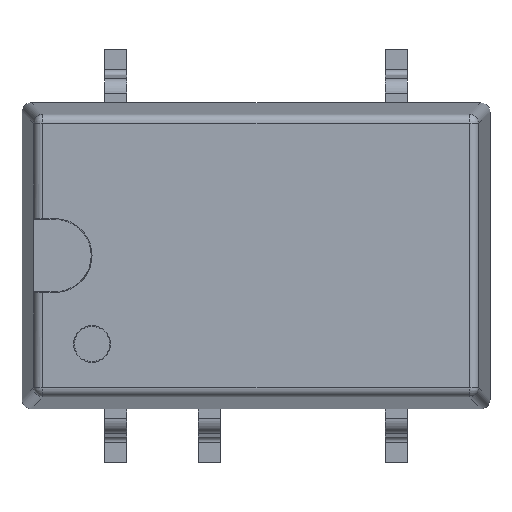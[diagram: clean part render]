
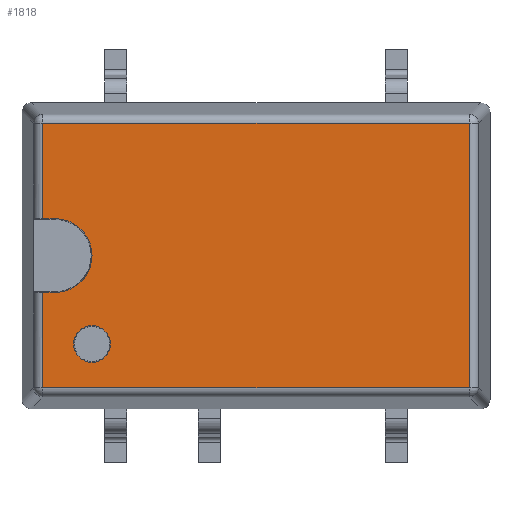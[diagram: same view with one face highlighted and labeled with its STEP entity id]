
A CAD part, top view. The second image highlights one B-rep face of the part: STEP entity #1818.
In plain terms, the highlighted planar face has unit normal (0, 0, 1).
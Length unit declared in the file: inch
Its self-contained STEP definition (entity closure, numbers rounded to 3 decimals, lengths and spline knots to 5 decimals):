
#8 = AXIS2_PLACEMENT_3D ( 'NONE', #1377, #2340, #1602 ) ;
#156 = EDGE_CURVE ( 'NONE', #236, #2036, #2421, .T. ) ;
#188 = VECTOR ( 'NONE', #490, 39.37008 ) ;
#201 = VECTOR ( 'NONE', #636, 39.37008 ) ;
#203 = CARTESIAN_POINT ( 'NONE',  ( -0.39442, 0.25917, 0.18701 ) ) ;
#232 = CIRCLE ( 'NONE', #1642, 0.03937 ) ;
#236 = VERTEX_POINT ( 'NONE', #2636 ) ;
#292 = CARTESIAN_POINT ( 'NONE',  ( -0.16667, 0.4003, 0.18701 ) ) ;
#293 = CARTESIAN_POINT ( 'NONE',  ( -0.60898, 0.29854, 0.18701 ) ) ;
#304 = EDGE_LOOP ( 'NONE', ( #703, #521 ) ) ;
#436 = DIRECTION ( 'NONE',  ( 0., 0., -1. ) ) ;
#440 = VECTOR ( 'NONE', #1684, 39.37008 ) ;
#463 = DIRECTION ( 'NONE',  ( 0., 0., 1. ) ) ;
#481 = EDGE_CURVE ( 'NONE', #2036, #236, #2525, .T. ) ;
#490 = DIRECTION ( 'NONE',  ( 0., -1., 0. ) ) ;
#521 = ORIENTED_EDGE ( 'NONE', *, *, #156, .F. ) ;
#556 = CARTESIAN_POINT ( 'NONE',  ( -0.62216, 0.29854, 0.18701 ) ) ;
#597 = CARTESIAN_POINT ( 'NONE',  ( -0.62058, 0.2198, 0.18701 ) ) ;
#627 = LINE ( 'NONE', #2891, #1660 ) ;
#636 = DIRECTION ( 'NONE',  ( -1., 0., 0. ) ) ;
#703 = ORIENTED_EDGE ( 'NONE', *, *, #481, .F. ) ;
#716 = ORIENTED_EDGE ( 'NONE', *, *, #956, .T. ) ;
#718 = DIRECTION ( 'NONE',  ( 0., 1., 0. ) ) ;
#751 = DIRECTION ( 'NONE',  ( 1., 0., 0. ) ) ;
#789 = EDGE_CURVE ( 'NONE', #818, #3277, #2327, .T. ) ;
#800 = EDGE_CURVE ( 'NONE', #3064, #1751, #2365, .T. ) ;
#806 = FACE_OUTER_BOUND ( 'NONE', #2067, .T. ) ;
#818 = VERTEX_POINT ( 'NONE', #1125 ) ;
#894 = FACE_BOUND ( 'NONE', #304, .T. ) ;
#900 = VERTEX_POINT ( 'NONE', #1883 ) ;
#907 = CARTESIAN_POINT ( 'NONE',  ( -0.15749, 0.11804, 0.18701 ) ) ;
#915 = ORIENTED_EDGE ( 'NONE', *, *, #789, .F. ) ;
#943 = ORIENTED_EDGE ( 'NONE', *, *, #1743, .T. ) ;
#956 = EDGE_CURVE ( 'NONE', #1751, #3145, #627, .T. ) ;
#1049 = AXIS2_PLACEMENT_3D ( 'NONE', #3034, #1750, #751 ) ;
#1125 = CARTESIAN_POINT ( 'NONE',  ( -0.62216, 0.2198, 0.18701 ) ) ;
#1206 = CARTESIAN_POINT ( 'NONE',  ( -0.62216, 0.4003, 0.18701 ) ) ;
#1231 = AXIS2_PLACEMENT_3D ( 'NONE', #203, #463, #2013 ) ;
#1373 = ORIENTED_EDGE ( 'NONE', *, *, #800, .T. ) ;
#1377 = CARTESIAN_POINT ( 'NONE',  ( -0.56961, 0.16468, 0.18701 ) ) ;
#1469 = CARTESIAN_POINT ( 'NONE',  ( -0.62058, 0.29854, 0.18701 ) ) ;
#1489 = DIRECTION ( 'NONE',  ( 1., 0., 0. ) ) ;
#1517 = CARTESIAN_POINT ( 'NONE',  ( -0.56961, 0.16468, 0.18701 ) ) ;
#1527 = CIRCLE ( 'NONE', #1049, 0.03937 ) ;
#1582 = PLANE ( 'NONE',  #1231 ) ;
#1602 = DIRECTION ( 'NONE',  ( 1., 0., 0. ) ) ;
#1632 = EDGE_CURVE ( 'NONE', #1958, #3064, #2205, .T. ) ;
#1642 = AXIS2_PLACEMENT_3D ( 'NONE', #2733, #436, #1489 ) ;
#1660 = VECTOR ( 'NONE', #1896, 39.37008 ) ;
#1663 = VECTOR ( 'NONE', #2370, 39.37008 ) ;
#1684 = DIRECTION ( 'NONE',  ( 1., 0., 0. ) ) ;
#1739 = ORIENTED_EDGE ( 'NONE', *, *, #1879, .T. ) ;
#1743 = EDGE_CURVE ( 'NONE', #900, #3277, #232, .T. ) ;
#1750 = DIRECTION ( 'NONE',  ( 0., 0., -1. ) ) ;
#1751 = VERTEX_POINT ( 'NONE', #1206 ) ;
#1784 = CARTESIAN_POINT ( 'NONE',  ( -0.62216, 0.10886, 0.18701 ) ) ;
#1818 = ADVANCED_FACE ( 'NONE', ( #894, #806 ), #1582, .T. ) ;
#1879 = EDGE_CURVE ( 'NONE', #818, #2032, #2118, .T. ) ;
#1883 = CARTESIAN_POINT ( 'NONE',  ( -0.56961, 0.25917, 0.18701 ) ) ;
#1896 = DIRECTION ( 'NONE',  ( 0., -1., 0. ) ) ;
#1947 = ORIENTED_EDGE ( 'NONE', *, *, #1632, .T. ) ;
#1958 = VERTEX_POINT ( 'NONE', #2387 ) ;
#1993 = ORIENTED_EDGE ( 'NONE', *, *, #2042, .T. ) ;
#1996 = DIRECTION ( 'NONE',  ( 1., 0., 0. ) ) ;
#2013 = DIRECTION ( 'NONE',  ( 1., 0., 0. ) ) ;
#2032 = VERTEX_POINT ( 'NONE', #3228 ) ;
#2036 = VERTEX_POINT ( 'NONE', #2171 ) ;
#2042 = EDGE_CURVE ( 'NONE', #2032, #1958, #3318, .T. ) ;
#2067 = EDGE_LOOP ( 'NONE', ( #915, #1739, #1993, #1947, #1373, #716, #3099, #2162, #943 ) ) ;
#2076 = VECTOR ( 'NONE', #718, 39.37008 ) ;
#2118 = LINE ( 'NONE', #1784, #188 ) ;
#2162 = ORIENTED_EDGE ( 'NONE', *, *, #2233, .T. ) ;
#2167 = EDGE_CURVE ( 'NONE', #3145, #2457, #2715, .T. ) ;
#2171 = CARTESIAN_POINT ( 'NONE',  ( -0.54993, 0.16468, 0.18701 ) ) ;
#2205 = LINE ( 'NONE', #2724, #2076 ) ;
#2233 = EDGE_CURVE ( 'NONE', #2457, #900, #1527, .T. ) ;
#2327 = LINE ( 'NONE', #597, #1663 ) ;
#2340 = DIRECTION ( 'NONE',  ( 0., 0., 1. ) ) ;
#2365 = LINE ( 'NONE', #2926, #201 ) ;
#2370 = DIRECTION ( 'NONE',  ( 1., 0., 0. ) ) ;
#2387 = CARTESIAN_POINT ( 'NONE',  ( -0.16667, 0.11804, 0.18701 ) ) ;
#2407 = AXIS2_PLACEMENT_3D ( 'NONE', #1517, #3045, #2788 ) ;
#2421 = CIRCLE ( 'NONE', #8, 0.01969 ) ;
#2457 = VERTEX_POINT ( 'NONE', #293 ) ;
#2525 = CIRCLE ( 'NONE', #2407, 0.01969 ) ;
#2636 = CARTESIAN_POINT ( 'NONE',  ( -0.5893, 0.16468, 0.18701 ) ) ;
#2663 = CARTESIAN_POINT ( 'NONE',  ( -0.60898, 0.2198, 0.18701 ) ) ;
#2673 = VECTOR ( 'NONE', #1996, 39.37008 ) ;
#2715 = LINE ( 'NONE', #1469, #2673 ) ;
#2724 = CARTESIAN_POINT ( 'NONE',  ( -0.16667, 0.25917, 0.18701 ) ) ;
#2733 = CARTESIAN_POINT ( 'NONE',  ( -0.60898, 0.25917, 0.18701 ) ) ;
#2788 = DIRECTION ( 'NONE',  ( 1., 0., 0. ) ) ;
#2891 = CARTESIAN_POINT ( 'NONE',  ( -0.62216, 0.29854, 0.18701 ) ) ;
#2926 = CARTESIAN_POINT ( 'NONE',  ( -0.39442, 0.4003, 0.18701 ) ) ;
#3034 = CARTESIAN_POINT ( 'NONE',  ( -0.60898, 0.25917, 0.18701 ) ) ;
#3045 = DIRECTION ( 'NONE',  ( 0., 0., 1. ) ) ;
#3064 = VERTEX_POINT ( 'NONE', #292 ) ;
#3099 = ORIENTED_EDGE ( 'NONE', *, *, #2167, .T. ) ;
#3145 = VERTEX_POINT ( 'NONE', #556 ) ;
#3228 = CARTESIAN_POINT ( 'NONE',  ( -0.62216, 0.11804, 0.18701 ) ) ;
#3277 = VERTEX_POINT ( 'NONE', #2663 ) ;
#3318 = LINE ( 'NONE', #907, #440 ) ;
